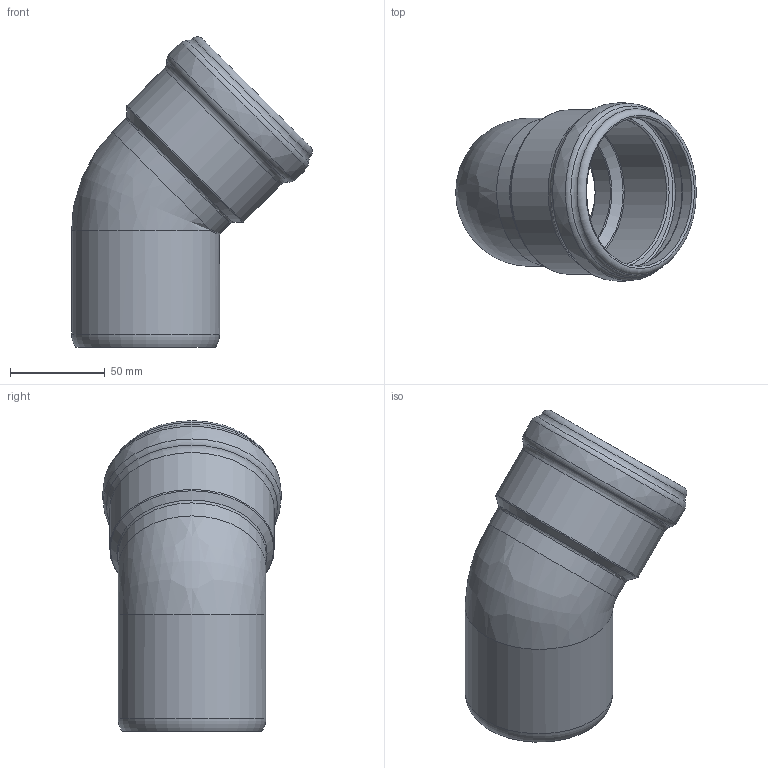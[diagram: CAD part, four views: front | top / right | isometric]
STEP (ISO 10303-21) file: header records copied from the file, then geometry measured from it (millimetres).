
FILE_DESCRIPTION(/* description */ (''),/* implementation_level */ '2;1');
FILE_NAME(/* name */ '333120 SKOLANsafeB Bogen DN_OD 78_45°.stp',/* time_stamp */ '2018-01-09T10:05:20+01:00',/* author */ ('user1'),/* organization */ (''),/* preprocessor_version */ 'ST-DEVELOPER v16.1',/* originating_system */ 'Autodesk Inventor 2016',/* authorisation */ '');
FILE_SCHEMA (('AUTOMOTIVE_DESIGN { 1 0 10303 214 3 1 1 }'));
Length unit declared in the file: millimetre
Products named in the file (1): 333120 SKOLANsafeB Bogen DN_OD 78_45°
Bounding box: 127.17 x 94.6 x 164.07 mm (x, y, z)
Volume: 168878.7 mm3; surface area: 80977 mm2
Topology: 1 solids, 1 shells, 32 faces, 71 edges, 38 vertices
Faces by surface type: torus 15, cylinder 8, cone 4, bspline 4, plane 1
Full cylindrical faces by diameter (mm): 69.2 x2, 78.2 x2, 78.8 x1, 79 x1, 87 x1, 87.8 x1
Entity records: 806 total; most frequent: CARTESIAN_POINT 220, DIRECTION 128, ORIENTED_EDGE 76, AXIS2_PLACEMENT_3D 64, EDGE_LOOP 60, EDGE_CURVE 38, VERTEX_POINT 34, CIRCLE 33
